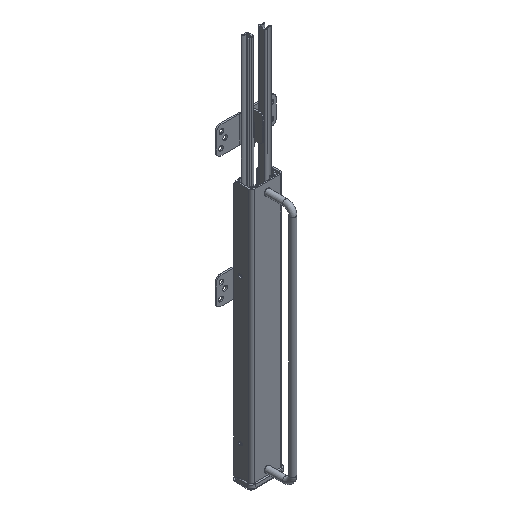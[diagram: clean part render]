
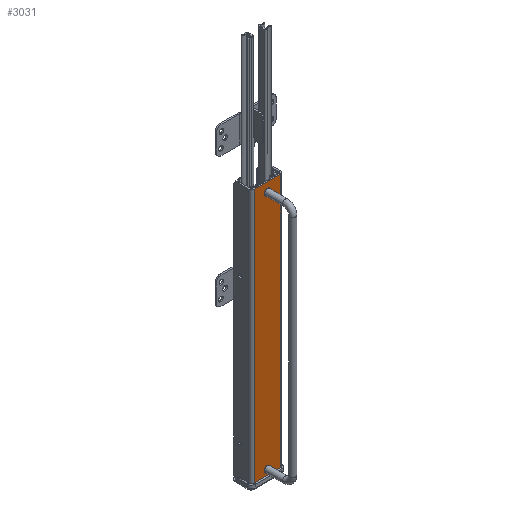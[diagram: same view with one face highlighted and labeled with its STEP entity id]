
A CAD part, isometric view. The second image highlights one B-rep face of the part: STEP entity #3031.
In plain terms, the highlighted face is planar.
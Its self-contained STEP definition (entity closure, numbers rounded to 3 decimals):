
#2503=CARTESIAN_POINT('',(-17.133,303.0,-30.5));
#2504=VERTEX_POINT('',#2503);
#2512=CARTESIAN_POINT('',(-17.133,303.0,-1.5));
#2513=VERTEX_POINT('',#2512);
#2514=CARTESIAN_POINT('',(-17.133,303.0,-1.5));
#2515=DIRECTION('',(0.0,0.0,-1.0));
#2516=VECTOR('',#2515,29.);
#2517=LINE('',#2514,#2516);
#2518=EDGE_CURVE('',#2513,#2504,#2517,.T.);
#2826=CARTESIAN_POINT('',(-17.133,18.,-1.5));
#2827=VERTEX_POINT('',#2826);
#2835=CARTESIAN_POINT('',(-17.133,18.,-30.5));
#2836=VERTEX_POINT('',#2835);
#2837=CARTESIAN_POINT('',(-17.133,18.,-30.5));
#2838=DIRECTION('',(0.0,0.0,1.0));
#2839=VECTOR('',#2838,29.);
#2840=LINE('',#2837,#2839);
#2841=EDGE_CURVE('',#2836,#2827,#2840,.T.);
#2909=CARTESIAN_POINT('',(-17.133,296.5,-16.));
#2910=VERTEX_POINT('',#2909);
#2911=CARTESIAN_POINT('',(-17.133,293.0,-16.));
#2912=DIRECTION('',(1.0,0.0,0.0));
#2913=DIRECTION('',(0.0,1.0,0.0));
#2914=AXIS2_PLACEMENT_3D('',#2911,#2912,#2913);
#2915=CIRCLE('',#2914,3.5);
#2916=EDGE_CURVE('',#2910,#2910,#2915,.T.);
#2958=CARTESIAN_POINT('',(-17.133,24.5,-16.));
#2959=VERTEX_POINT('',#2958);
#2960=CARTESIAN_POINT('',(-17.133,28.,-16.));
#2961=DIRECTION('',(1.0,0.0,0.0));
#2962=DIRECTION('',(0.0,-1.0,0.0));
#2963=AXIS2_PLACEMENT_3D('',#2960,#2961,#2962);
#2964=CIRCLE('',#2963,3.5);
#2965=EDGE_CURVE('',#2959,#2959,#2964,.T.);
#2977=CARTESIAN_POINT('',(-17.133,303.0,-30.5));
#2978=DIRECTION('',(0.0,-1.0,0.0));
#2979=VECTOR('',#2978,285.0);
#2980=LINE('',#2977,#2979);
#2981=EDGE_CURVE('',#2504,#2836,#2980,.T.);
#3009=CARTESIAN_POINT('',(-17.133,160.5,-16.));
#3010=DIRECTION('',(1.0,0.0,0.0));
#3011=DIRECTION('',(0.0,0.0,-1.0));
#3012=AXIS2_PLACEMENT_3D('',#3009,#3010,#3011);
#3013=PLANE('',#3012);
#3014=ORIENTED_EDGE('',*,*,#2981,.T.);
#3015=ORIENTED_EDGE('',*,*,#2841,.T.);
#3016=CARTESIAN_POINT('',(-17.133,18.0,-1.5));
#3017=DIRECTION('',(0.0,1.0,0.0));
#3018=VECTOR('',#3017,285.0);
#3019=LINE('',#3016,#3018);
#3020=EDGE_CURVE('',#2827,#2513,#3019,.T.);
#3021=ORIENTED_EDGE('',*,*,#3020,.T.);
#3022=ORIENTED_EDGE('',*,*,#2518,.T.);
#3023=EDGE_LOOP('',(#3014,#3015,#3021,#3022));
#3024=FACE_OUTER_BOUND('',#3023,.T.);
#3025=ORIENTED_EDGE('',*,*,#2916,.T.);
#3026=EDGE_LOOP('',(#3025));
#3027=FACE_BOUND('',#3026,.T.);
#3028=ORIENTED_EDGE('',*,*,#2965,.T.);
#3029=EDGE_LOOP('',(#3028));
#3030=FACE_BOUND('',#3029,.T.);
#3031=ADVANCED_FACE('',(#3024,#3027,#3030),#3013,.F.);
